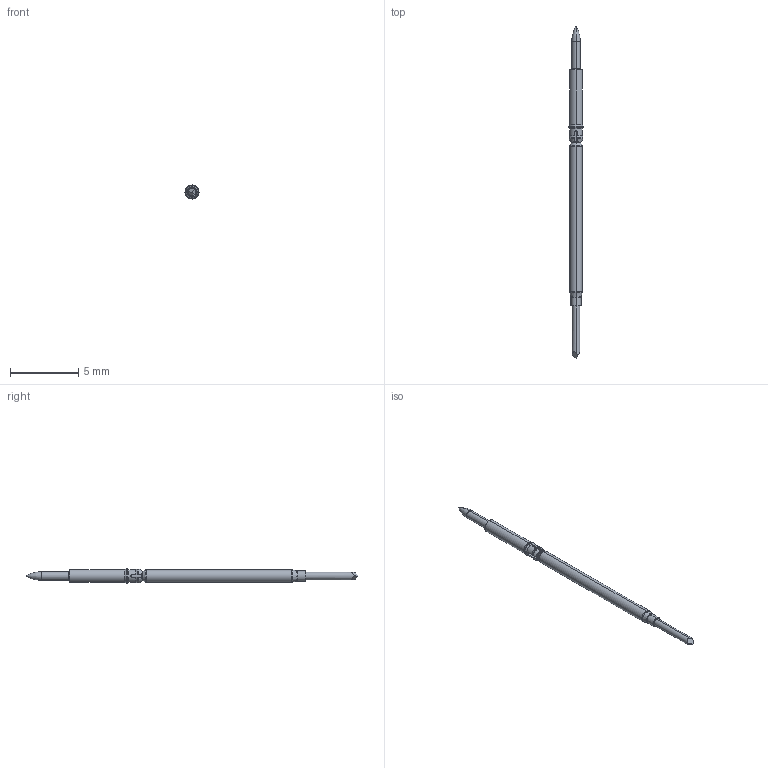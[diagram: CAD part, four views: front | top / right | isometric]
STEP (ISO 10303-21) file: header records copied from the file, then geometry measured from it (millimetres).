
FILE_DESCRIPTION (( 'STEP AP214' ), '1' );
FILE_NAME ('XTDS3-14.STEP', '2014-07-11T13:14:03', ( 'spare' ), ( '' ), 'SwSTEP 2.0', 'SolidWorks 2014', '' );
FILE_SCHEMA (( 'AUTOMOTIVE_DESIGN' ));
Length unit declared in the file: inch
Products named in the file (1): XTDS3-14
Bounding box: 1.03 x 24.32 x 1.03 mm (x, y, z)
Volume: 13 mm3; surface area: 67.4 mm2
Topology: 2 solids, 2 shells, 84 faces, 203 edges, 123 vertices
Faces by surface type: cylinder 26, cone 22, plane 20, torus 16
Entity records: 3894 total; most frequent: CARTESIAN_POINT 820, DIRECTION 416, ORIENTED_EDGE 402, EDGE_CURVE 201, AXIS2_PLACEMENT_3D 171, VERTEX_POINT 123, LENGTH_MEASURE_WITH_UNIT 88, UNCERTAINTY_MEASURE_WITH_UNIT 88
